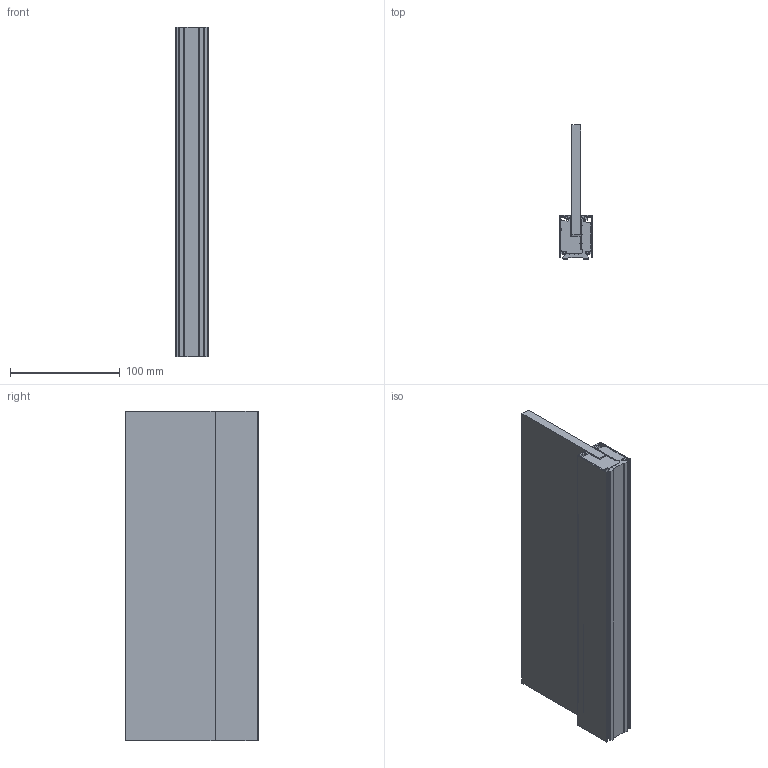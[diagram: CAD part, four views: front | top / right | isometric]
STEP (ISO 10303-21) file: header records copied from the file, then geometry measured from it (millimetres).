
FILE_DESCRIPTION (( 'STEP AP203' ), '1' );
FILE_NAME ('GS-AL_ZP-30x39NE-U.STEP', '2023-10-31T09:57:40', ( '' ), ( '' ), 'SwSTEP 2.0', 'SolidWorks 2019', '' );
FILE_SCHEMA (( 'CONFIG_CONTROL_DESIGN' ));
Length unit declared in the file: millimetre
Products named in the file (6): GS-AL_ZP-30x39NE-U; sklo; PART3; Skrutka DIN 7991 ZINK._Skrutka M 6x 30; PART2; PART1
Assembly tree (6 placements, depth 2):
  GS-AL_ZP-30x39NE-U
    PART1
    PART2
    PART3  x2
    Skrutka DIN 7991 ZINK._Skrutka M 6x 30
    sklo
Bounding box: 30.44 x 121.4 x 300 mm (x, y, z)
Volume: 497745.9 mm3; surface area: 210771.8 mm2
Topology: 6 solids, 6 shells, 448 faces, 1307 edges, 868 vertices
Faces by surface type: plane 432, cone 10, cylinder 6
Entity records: 11975 total; most frequent: CARTESIAN_POINT 2099, ORIENTED_EDGE 2032, DIRECTION 1740, EDGE_CURVE 1016, LINE 974, VECTOR 974, VERTEX_POINT 674, AXIS2_PLACEMENT_3D 383
